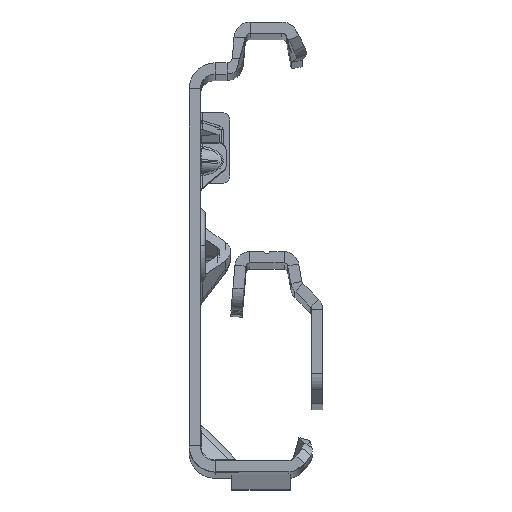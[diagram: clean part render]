
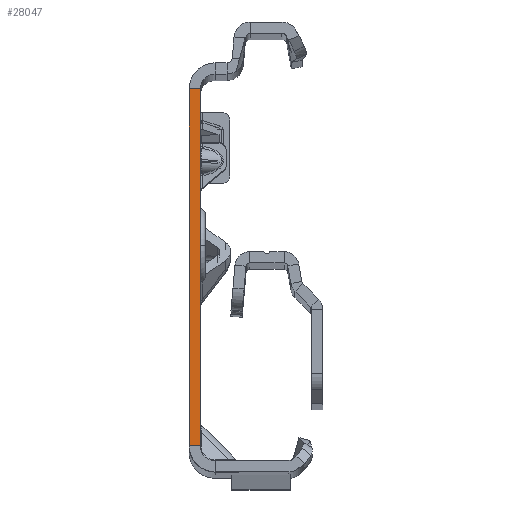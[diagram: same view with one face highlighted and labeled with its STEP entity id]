
A CAD part, top view. The second image highlights one B-rep face of the part: STEP entity #28047.
In plain terms, the highlighted planar face has unit normal (0, 0, 1).
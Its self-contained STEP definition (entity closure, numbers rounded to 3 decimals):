
#1304 = CARTESIAN_POINT ( 'NONE',  ( -1.5, -27.865, 0. ) ) ;
#4788 = CARTESIAN_POINT ( 'NONE',  ( -1.5, -27.865, 0. ) ) ;
#4825 = CARTESIAN_POINT ( 'NONE',  ( 0., -25.865, 0. ) ) ;
#4889 = EDGE_CURVE ( 'NONE', #27915, #38842, #42875, .T. ) ;
#5369 = DIRECTION ( 'NONE',  ( -1., 0., 0. ) ) ;
#6059 = ORIENTED_EDGE ( 'NONE', *, *, #37944, .T. ) ;
#8313 = VERTEX_POINT ( 'NONE', #51209 ) ;
#8686 = AXIS2_PLACEMENT_3D ( 'NONE', #4788, #43267, #9199 ) ;
#8880 = EDGE_CURVE ( 'NONE', #8313, #46206, #34493, .T. ) ;
#9062 = CARTESIAN_POINT ( 'NONE',  ( 0., 22.135, 0. ) ) ;
#9199 = DIRECTION ( 'NONE',  ( 1., 0., 0. ) ) ;
#17567 = PLANE ( 'NONE',  #8686 ) ;
#18266 = DIRECTION ( 'NONE',  ( 0., -1., 0. ) ) ;
#18552 = VECTOR ( 'NONE', #5369, 1000. ) ;
#19966 = LINE ( 'NONE', #45436, #46831 ) ;
#20938 = CARTESIAN_POINT ( 'NONE',  ( -1.5, 22.135, 0. ) ) ;
#22363 = LINE ( 'NONE', #1304, #25156 ) ;
#25156 = VECTOR ( 'NONE', #18266, 1000. ) ;
#27121 = EDGE_LOOP ( 'NONE', ( #31821, #48097, #6059, #28744 ) ) ;
#27915 = VERTEX_POINT ( 'NONE', #48584 ) ;
#28047 = ADVANCED_FACE ( 'NONE', ( #34452 ), #17567, .T. ) ;
#28744 = ORIENTED_EDGE ( 'NONE', *, *, #8880, .F. ) ;
#31821 = ORIENTED_EDGE ( 'NONE', *, *, #44167, .F. ) ;
#34452 = FACE_OUTER_BOUND ( 'NONE', #27121, .T. ) ;
#34493 = LINE ( 'NONE', #4825, #18552 ) ;
#37944 = EDGE_CURVE ( 'NONE', #38842, #46206, #22363, .T. ) ;
#38842 = VERTEX_POINT ( 'NONE', #20938 ) ;
#42875 = LINE ( 'NONE', #9062, #53141 ) ;
#43267 = DIRECTION ( 'NONE',  ( 0., 0., 1. ) ) ;
#44167 = EDGE_CURVE ( 'NONE', #27915, #8313, #19966, .T. ) ;
#45436 = CARTESIAN_POINT ( 'NONE',  ( 0., -27.865, 0. ) ) ;
#46206 = VERTEX_POINT ( 'NONE', #53109 ) ;
#46831 = VECTOR ( 'NONE', #53195, 1000. ) ;
#48097 = ORIENTED_EDGE ( 'NONE', *, *, #4889, .T. ) ;
#48584 = CARTESIAN_POINT ( 'NONE',  ( 0., 22.135, 0. ) ) ;
#51209 = CARTESIAN_POINT ( 'NONE',  ( 0., -25.865, 0. ) ) ;
#51457 = DIRECTION ( 'NONE',  ( -1., 0., 0. ) ) ;
#53109 = CARTESIAN_POINT ( 'NONE',  ( -1.5, -25.865, 0. ) ) ;
#53141 = VECTOR ( 'NONE', #51457, 1000. ) ;
#53195 = DIRECTION ( 'NONE',  ( 0., -1., 0. ) ) ;
